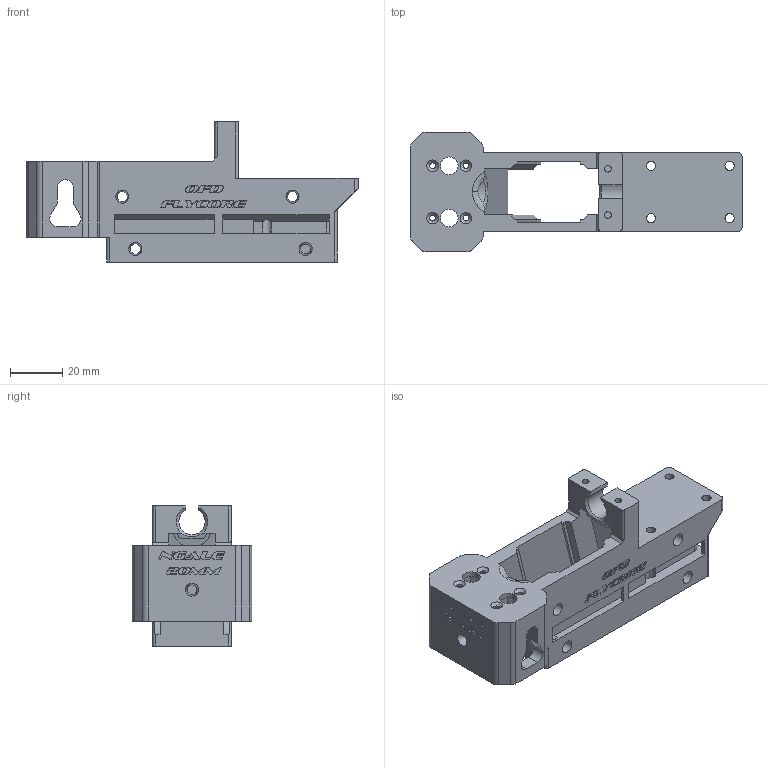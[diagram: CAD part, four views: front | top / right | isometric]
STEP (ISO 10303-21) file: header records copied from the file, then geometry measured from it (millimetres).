
FILE_DESCRIPTION(/* description */ ('STEP AP242','CAx-IF Rec.Pracs.---Representation and Presentation of Product Manufacturing Information (PMI)---4.0---2014-10-13','CAx-IF Rec.Pracs.---3D Tessellated Geometry---0.4---2014-09-14','2;1'),/* implementation_level */ '2;1');
FILE_NAME(/* name */ '67d04fede645133d8f1a9006',/* time_stamp */ '2025-03-11T14:59:58Z',/* author */ (''),/* organization */ (''),/* preprocessor_version */ 'ST-DEVELOPER v20',/* originating_system */ 'ONSHAPE BY PTC INC, 1.194',/* authorisation */ ' ');
FILE_SCHEMA (('AP242_MANAGED_MODEL_BASED_3D_ENGINEERING_MIM_LF { 1 0 10303 442 1 1 4 }'));
Length unit declared in the file: metre
Products named in the file (1): 20mm NGale
Bounding box: 126.75 x 45.7 x 53.5 mm (x, y, z)
Volume: 59191.6 mm3; surface area: 32925.4 mm2
Topology: 1 solids, 1 shells, 1004 faces, 2926 edges, 1945 vertices
Faces by surface type: plane 682, bspline 188, cylinder 104, cone 30
Full cylindrical faces by diameter (mm): 2.2 x4, 2.6 x2, 3.5 x6, 6 x1, 6.75 x2
Entity records: 38653 total; most frequent: CARTESIAN_POINT 13472, ORIENTED_EDGE 5764, DIRECTION 4269, EDGE_CURVE 2882, LINE 2105, VECTOR 2105, VERTEX_POINT 1931, EDGE_LOOP 1117
